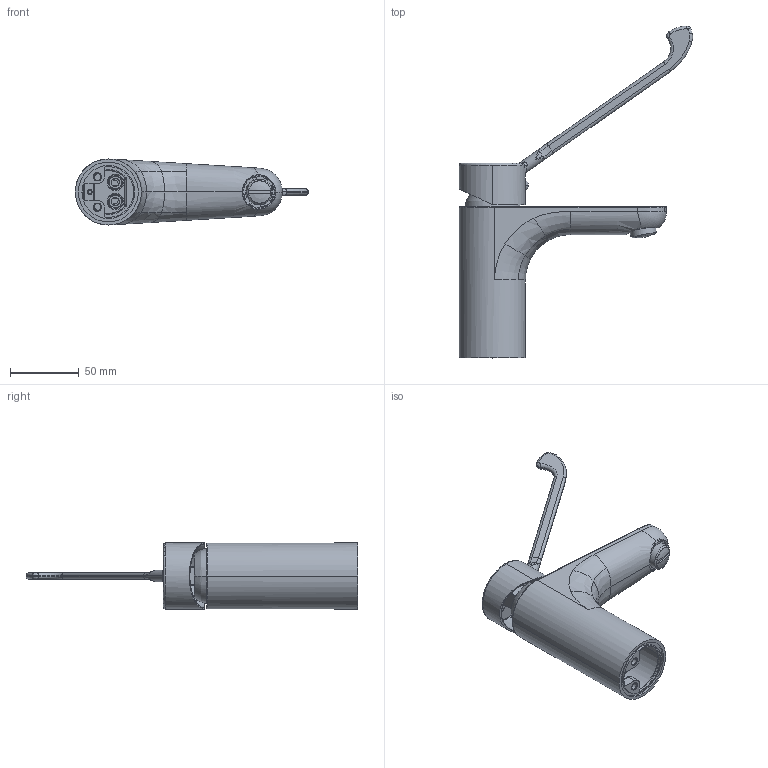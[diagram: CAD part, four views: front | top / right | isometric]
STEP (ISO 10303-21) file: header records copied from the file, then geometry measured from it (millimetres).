
FILE_DESCRIPTION((''),'2;1');
FILE_NAME('GR301CR','2021-11-04T08:10:43',('ut3'),('PAFFONI SpA'),'CREO PARAMETRIC BY PTC INC, 2020044','CREO PARAMETRIC BY PTC INC, 2020044','');
FILE_SCHEMA(('CONFIG_CONTROL_DESIGN','SHAPE_APPEARANCE_LAYERS_GROUPS'));
Length unit declared in the file: millimetre
Products named in the file (1): GR301CR
Bounding box: 169.51 x 241.28 x 48 mm (x, y, z)
Volume: 142427.5 mm3; surface area: 98142.2 mm2
Topology: 2 solids, 2 shells, 1333 faces, 3425 edges, 2097 vertices
Faces by surface type: plane 487, cylinder 417, bspline 196, torus 115, cone 70, sphere 44, extrusion 4
Entity records: 65394 total; most frequent: CARTESIAN_POINT 24724, ORIENTED_EDGE 6822, DIRECTION 6462, EDGE_CURVE 3411, AXIS2_PLACEMENT_3D 2469, VERTEX_POINT 2097, VECTOR 1524, LINE 1520
